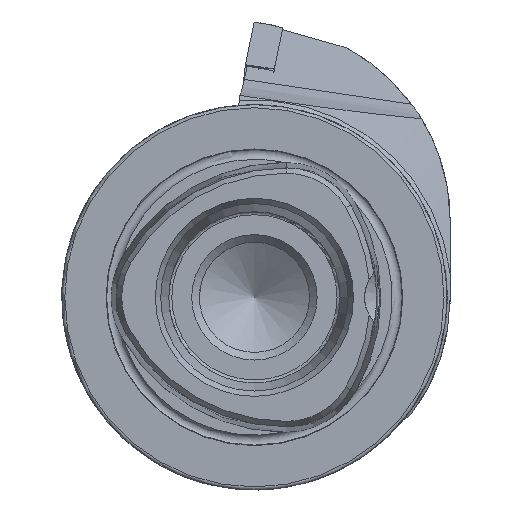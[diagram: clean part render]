
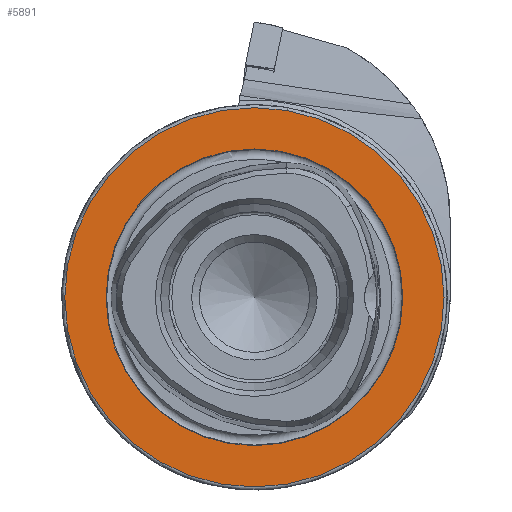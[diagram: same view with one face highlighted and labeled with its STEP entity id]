
A CAD part, left-side view. The second image highlights one B-rep face of the part: STEP entity #5891.
In plain terms, the highlighted planar face has unit normal (-1, 0, 0).
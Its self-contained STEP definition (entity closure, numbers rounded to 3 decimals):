
#133 = ORIENTED_EDGE ( 'NONE', *, *, #518, .T. ) ;
#207 = VERTEX_POINT ( 'NONE', #5876 ) ;
#518 = EDGE_CURVE ( 'NONE', #6119, #6119, #4374, .T. ) ;
#545 = AXIS2_PLACEMENT_3D ( 'NONE', #1373, #4659, #4145 ) ;
#758 = EDGE_CURVE ( 'NONE', #207, #207, #1162, .T. ) ;
#1162 = CIRCLE ( 'NONE', #5036, 24.25 ) ;
#1373 = CARTESIAN_POINT ( 'NONE',  ( 0., 0., 0. ) ) ;
#1692 = EDGE_LOOP ( 'NONE', ( #133 ) ) ;
#2042 = EDGE_LOOP ( 'NONE', ( #2405 ) ) ;
#2226 = CARTESIAN_POINT ( 'NONE',  ( 0., 24.25, 0. ) ) ;
#2405 = ORIENTED_EDGE ( 'NONE', *, *, #758, .F. ) ;
#2803 = FACE_OUTER_BOUND ( 'NONE', #1692, .T. ) ;
#3835 = DIRECTION ( 'NONE',  ( 1., 0., 0. ) ) ;
#3860 = PLANE ( 'NONE',  #5106 ) ;
#4145 = DIRECTION ( 'NONE',  ( 0., 0., 1. ) ) ;
#4374 = CIRCLE ( 'NONE', #545, 31. ) ;
#4500 = DIRECTION ( 'NONE',  ( -1., 0., 0. ) ) ;
#4659 = DIRECTION ( 'NONE',  ( -1., 0., 0. ) ) ;
#4776 = CARTESIAN_POINT ( 'NONE',  ( 0., 0., 31. ) ) ;
#5036 = AXIS2_PLACEMENT_3D ( 'NONE', #6078, #4500, #5517 ) ;
#5106 = AXIS2_PLACEMENT_3D ( 'NONE', #2226, #3835, #5468 ) ;
#5468 = DIRECTION ( 'NONE',  ( 0., 0., -1. ) ) ;
#5501 = FACE_BOUND ( 'NONE', #2042, .T. ) ;
#5517 = DIRECTION ( 'NONE',  ( 0., 0., 1. ) ) ;
#5876 = CARTESIAN_POINT ( 'NONE',  ( 0., 0., 24.25 ) ) ;
#5891 = ADVANCED_FACE ( 'NONE', ( #5501, #2803 ), #3860, .F. ) ;
#6078 = CARTESIAN_POINT ( 'NONE',  ( 0., 0., 0. ) ) ;
#6119 = VERTEX_POINT ( 'NONE', #4776 ) ;
